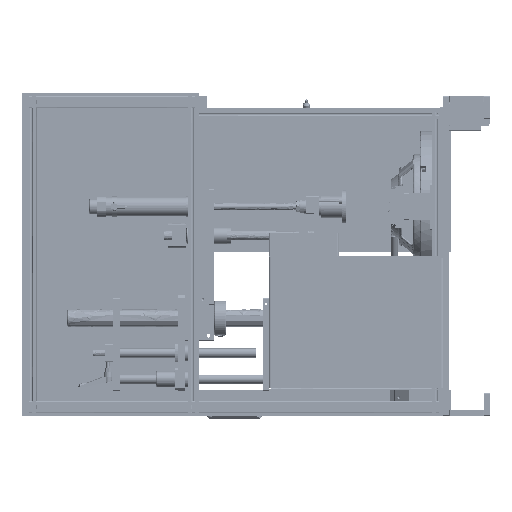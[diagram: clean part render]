
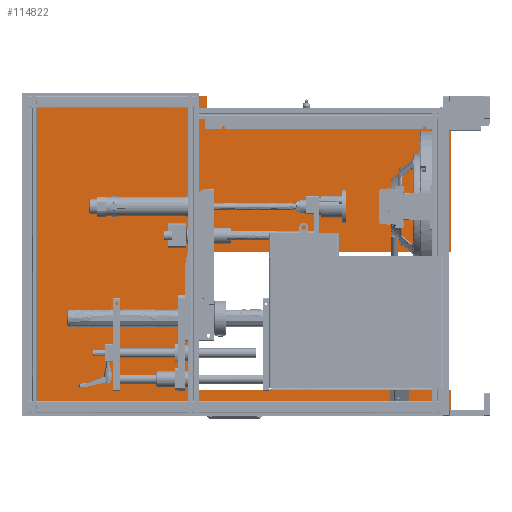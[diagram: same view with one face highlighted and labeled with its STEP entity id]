
A CAD part, left-side view. The second image highlights one B-rep face of the part: STEP entity #114822.
In plain terms, the highlighted free-form (B-spline) face has degree [1, 1] with [2, 2] control points.
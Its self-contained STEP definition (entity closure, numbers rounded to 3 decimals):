
#114528 = EDGE_CURVE('',#114529,#114531,#114533,.T.);
#114529 = VERTEX_POINT('',#114530);
#114530 = CARTESIAN_POINT('',(435.024,481.828,
    8.649));
#114531 = VERTEX_POINT('',#114532);
#114532 = CARTESIAN_POINT('',(435.024,-54.096,
    8.649));
#114533 = B_SPLINE_CURVE_WITH_KNOTS('',1,(#114534,#114535),
  .UNSPECIFIED.,.F.,.F.,(2,2),(-323.754,110.),
  .PIECEWISE_BEZIER_KNOTS.);
#114534 = CARTESIAN_POINT('',(435.024,481.828,
    8.649));
#114535 = CARTESIAN_POINT('',(435.024,-54.096,
    8.649));
#114564 = EDGE_CURVE('',#114565,#114567,#114569,.T.);
#114565 = VERTEX_POINT('',#114566);
#114566 = CARTESIAN_POINT('',(435.024,-54.096,
    -284.176));
#114567 = VERTEX_POINT('',#114568);
#114568 = CARTESIAN_POINT('',(435.024,481.828,
    -284.176));
#114569 = B_SPLINE_CURVE_WITH_KNOTS('',1,(#114570,#114571),
  .UNSPECIFIED.,.F.,.F.,(2,2),(-326.877,106.877),
  .PIECEWISE_BEZIER_KNOTS.);
#114570 = CARTESIAN_POINT('',(435.024,-54.096,
    -284.176));
#114571 = CARTESIAN_POINT('',(435.024,481.828,
    -284.176));
#114600 = EDGE_CURVE('',#114567,#114529,#114601,.T.);
#114601 = B_SPLINE_CURVE_WITH_KNOTS('',1,(#114602,#114603),
  .UNSPECIFIED.,.F.,.F.,(2,2),(-229.75,7.25),
  .PIECEWISE_BEZIER_KNOTS.);
#114602 = CARTESIAN_POINT('',(435.024,481.828,
    -284.176));
#114603 = CARTESIAN_POINT('',(435.024,481.828,
    8.649));
#114621 = EDGE_CURVE('',#114622,#114565,#114624,.T.);
#114622 = VERTEX_POINT('',#114623);
#114623 = CARTESIAN_POINT('',(435.024,-54.096,
    -333.598));
#114624 = B_SPLINE_CURVE_WITH_KNOTS('',1,(#114625,#114626),
  .UNSPECIFIED.,.F.,.F.,(2,2),(0.,40.),
  .PIECEWISE_BEZIER_KNOTS.);
#114625 = CARTESIAN_POINT('',(435.024,-54.096,
    -333.598));
#114626 = CARTESIAN_POINT('',(435.024,-54.096,
    -284.176));
#114657 = VERTEX_POINT('',#114658);
#114658 = CARTESIAN_POINT('',(435.024,-54.096,
    315.065));
#114663 = EDGE_CURVE('',#114531,#114657,#114664,.T.);
#114664 = B_SPLINE_CURVE_WITH_KNOTS('',1,(#114665,#114666),
  .UNSPECIFIED.,.F.,.F.,(2,2),(277.,525.),
  .PIECEWISE_BEZIER_KNOTS.);
#114665 = CARTESIAN_POINT('',(435.024,-54.096,
    8.649));
#114666 = CARTESIAN_POINT('',(435.024,-54.096,
    315.065));
#114722 = EDGE_CURVE('',#114723,#114725,#114727,.T.);
#114723 = VERTEX_POINT('',#114724);
#114724 = CARTESIAN_POINT('',(435.024,851.319,
    339.776));
#114725 = VERTEX_POINT('',#114726);
#114726 = CARTESIAN_POINT('',(435.024,851.319,
    -333.598));
#114727 = B_SPLINE_CURVE_WITH_KNOTS('',1,(#114728,#114729),
  .UNSPECIFIED.,.F.,.F.,(2,2),(0.,545.),
  .PIECEWISE_BEZIER_KNOTS.);
#114728 = CARTESIAN_POINT('',(435.024,851.319,
    339.776));
#114729 = CARTESIAN_POINT('',(435.024,851.319,
    -333.598));
#114750 = EDGE_CURVE('',#114751,#114753,#114755,.T.);
#114751 = VERTEX_POINT('',#114752);
#114752 = CARTESIAN_POINT('',(435.024,464.834,
    315.065));
#114753 = VERTEX_POINT('',#114754);
#114754 = CARTESIAN_POINT('',(435.024,464.834,
    339.776));
#114755 = B_SPLINE_CURVE_WITH_KNOTS('',1,(#114756,#114757),
  .UNSPECIFIED.,.F.,.F.,(2,2),(0.,20.),.PIECEWISE_BEZIER_KNOTS.);
#114756 = CARTESIAN_POINT('',(435.024,464.834,
    315.065));
#114757 = CARTESIAN_POINT('',(435.024,464.834,
    339.776));
#114778 = EDGE_CURVE('',#114753,#114723,#114779,.T.);
#114779 = B_SPLINE_CURVE_WITH_KNOTS('',1,(#114780,#114781),
  .UNSPECIFIED.,.F.,.F.,(2,2),(0.,312.804),
  .PIECEWISE_BEZIER_KNOTS.);
#114780 = CARTESIAN_POINT('',(435.024,464.834,
    339.776));
#114781 = CARTESIAN_POINT('',(435.024,851.319,
    339.776));
#114795 = EDGE_CURVE('',#114725,#114622,#114796,.T.);
#114796 = B_SPLINE_CURVE_WITH_KNOTS('',1,(#114797,#114798),
  .UNSPECIFIED.,.F.,.F.,(2,2),(-0.05,732.754),
  .PIECEWISE_BEZIER_KNOTS.);
#114797 = CARTESIAN_POINT('',(435.024,851.319,
    -333.598));
#114798 = CARTESIAN_POINT('',(435.024,-54.096,
    -333.598));
#114811 = EDGE_CURVE('',#114657,#114751,#114812,.T.);
#114812 = B_SPLINE_CURVE_WITH_KNOTS('',1,(#114813,#114814),
  .UNSPECIFIED.,.F.,.F.,(2,2),(0.,420.),.PIECEWISE_BEZIER_KNOTS.);
#114813 = CARTESIAN_POINT('',(435.024,-54.096,
    315.065));
#114814 = CARTESIAN_POINT('',(435.024,464.834,
    315.065));
#114822 = ADVANCED_FACE('',(#114823),#114835,.T.);
#114823 = FACE_BOUND('',#114824,.T.);
#114824 = EDGE_LOOP('',(#114825,#114826,#114827,#114828,#114829,#114830,
    #114831,#114832,#114833,#114834));
#114825 = ORIENTED_EDGE('',*,*,#114528,.T.);
#114826 = ORIENTED_EDGE('',*,*,#114663,.T.);
#114827 = ORIENTED_EDGE('',*,*,#114811,.T.);
#114828 = ORIENTED_EDGE('',*,*,#114750,.T.);
#114829 = ORIENTED_EDGE('',*,*,#114778,.T.);
#114830 = ORIENTED_EDGE('',*,*,#114722,.T.);
#114831 = ORIENTED_EDGE('',*,*,#114795,.T.);
#114832 = ORIENTED_EDGE('',*,*,#114621,.T.);
#114833 = ORIENTED_EDGE('',*,*,#114564,.T.);
#114834 = ORIENTED_EDGE('',*,*,#114600,.T.);
#114835 = B_SPLINE_SURFACE_WITH_KNOTS('',1,1,(
    (#114836,#114837)
    ,(#114838,#114839
    )),.UNSPECIFIED.,.F.,.F.,.F.,(2,2),(2,2),(-262.5,282.5),(
    -220.,512.804),.PIECEWISE_BEZIER_KNOTS.);
#114836 = CARTESIAN_POINT('',(435.024,-54.096,
    -333.598));
#114837 = CARTESIAN_POINT('',(435.024,851.319,
    -333.598));
#114838 = CARTESIAN_POINT('',(435.024,-54.096,
    339.776));
#114839 = CARTESIAN_POINT('',(435.024,851.319,
    339.776));
